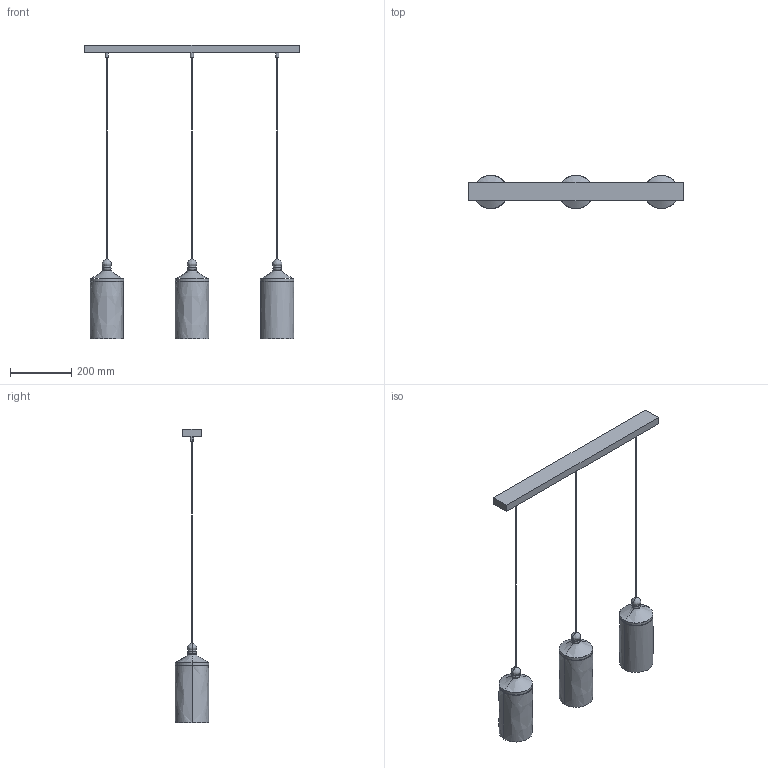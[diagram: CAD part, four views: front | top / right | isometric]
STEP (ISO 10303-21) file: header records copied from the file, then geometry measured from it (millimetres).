
FILE_DESCRIPTION(/* description */ (''),/* implementation_level */ '2;1');
FILE_NAME(/* name */ '1744.135_KIT_EBE_TRASPARENTE',/* time_stamp */ '2023-02-28T15:01:09+01:00',/* author */ (''),/* organization */ (''),/* preprocessor_version */ 'ST-DEVELOPER v16.5',/* originating_system */ 'Rhino 7.15',/* authorisation */ '');
FILE_SCHEMA (('CONFIG_CONTROL_DESIGN'));
Length unit declared in the file: millimetre
Products named in the file (1): Document
Bounding box: 700 x 110.58 x 957.3 mm (x, y, z)
Volume: 1179827.6 mm3; surface area: 443177.5 mm2
Topology: 7 solids, 31 shells, 99 faces, 408 edges, 502 vertices
Faces by surface type: bspline 60, plane 21, cylinder 18
Entity records: 6790 total; most frequent: CARTESIAN_POINT 5371, ORIENTED_EDGE 360, EDGE_CURVE 222, VERTEX_POINT 143, B_SPLINE_CURVE_WITH_KNOTS 117, ADVANCED_FACE 99, FACE_OUTER_BOUND 99, EDGE_LOOP 99
